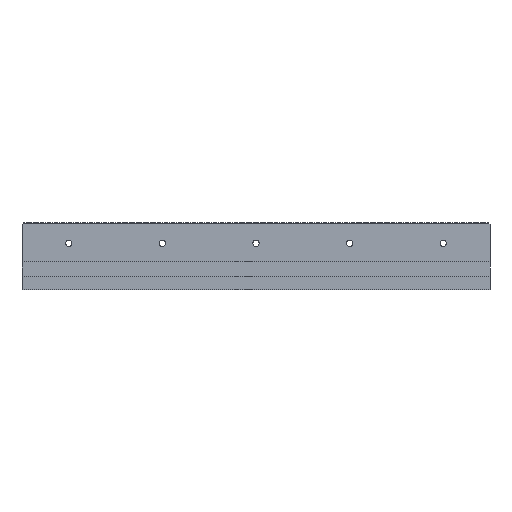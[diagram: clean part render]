
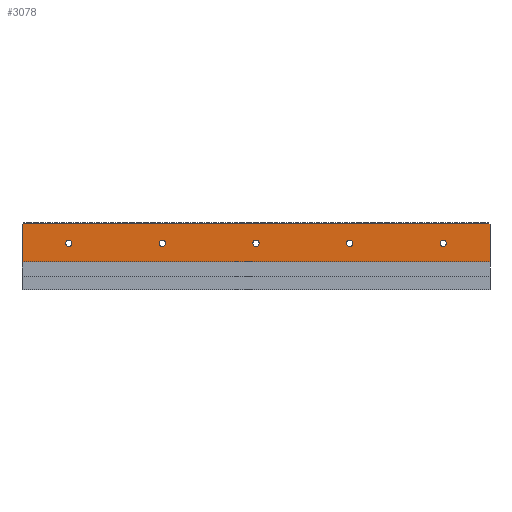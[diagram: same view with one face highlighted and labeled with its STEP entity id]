
A CAD part, left-side view. The second image highlights one B-rep face of the part: STEP entity #3078.
In plain terms, the highlighted planar face has unit normal (-1, 0, 0).
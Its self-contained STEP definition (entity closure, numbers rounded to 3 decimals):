
#3078 = ADVANCED_FACE( '', ( #6625, #6626, #6627, #6628, #6629, #6630 ), #6631, .F. );
#6625 = FACE_BOUND( '', #10594, .T. );
#6626 = FACE_BOUND( '', #10595, .T. );
#6627 = FACE_BOUND( '', #10596, .T. );
#6628 = FACE_BOUND( '', #10597, .T. );
#6629 = FACE_BOUND( '', #10598, .T. );
#6630 = FACE_OUTER_BOUND( '', #10599, .T. );
#6631 = PLANE( '', #10600 );
#10594 = EDGE_LOOP( '', ( #20714 ) );
#10595 = EDGE_LOOP( '', ( #20715 ) );
#10596 = EDGE_LOOP( '', ( #20716 ) );
#10597 = EDGE_LOOP( '', ( #20717 ) );
#10598 = EDGE_LOOP( '', ( #20718 ) );
#10599 = EDGE_LOOP( '', ( #20719, #20720, #20721, #20722, #20723, #20724 ) );
#10600 = AXIS2_PLACEMENT_3D( '', #20725, #20726, #20727 );
#20714 = ORIENTED_EDGE( '', *, *, #28880, .F. );
#20715 = ORIENTED_EDGE( '', *, *, #25389, .F. );
#20716 = ORIENTED_EDGE( '', *, *, #28729, .F. );
#20717 = ORIENTED_EDGE( '', *, *, #25381, .T. );
#20718 = ORIENTED_EDGE( '', *, *, #25505, .T. );
#20719 = ORIENTED_EDGE( '', *, *, #25030, .T. );
#20720 = ORIENTED_EDGE( '', *, *, #27123, .T. );
#20721 = ORIENTED_EDGE( '', *, *, #27225, .T. );
#20722 = ORIENTED_EDGE( '', *, *, #25677, .F. );
#20723 = ORIENTED_EDGE( '', *, *, #27343, .T. );
#20724 = ORIENTED_EDGE( '', *, *, #25743, .T. );
#20725 = CARTESIAN_POINT( '', ( -50., -250., 36. ) );
#20726 = DIRECTION( '', ( 1., 0., 0. ) );
#20727 = DIRECTION( '', ( 0., 0., -1. ) );
#25030 = EDGE_CURVE( '', #30472, #30470, #30473, .T. );
#25381 = EDGE_CURVE( '', #31085, #31085, #31086, .T. );
#25389 = EDGE_CURVE( '', #31099, #31099, #31100, .T. );
#25505 = EDGE_CURVE( '', #31299, #31299, #31300, .T. );
#25677 = EDGE_CURVE( '', #31592, #31594, #31595, .T. );
#25743 = EDGE_CURVE( '', #31703, #30472, #31704, .T. );
#27123 = EDGE_CURVE( '', #30470, #33978, #33980, .T. );
#27225 = EDGE_CURVE( '', #33978, #31594, #34140, .T. );
#27343 = EDGE_CURVE( '', #31592, #31703, #34316, .T. );
#28729 = EDGE_CURVE( '', #36240, #36240, #36241, .T. );
#28880 = EDGE_CURVE( '', #36421, #36421, #36422, .T. );
#30470 = VERTEX_POINT( '', #38447 );
#30472 = VERTEX_POINT( '', #38450 );
#30473 = LINE( '', #38451, #38452 );
#31085 = VERTEX_POINT( '', #39334 );
#31086 = CIRCLE( '', #39335, 3.4 );
#31099 = VERTEX_POINT( '', #39352 );
#31100 = CIRCLE( '', #39353, 3.4 );
#31299 = VERTEX_POINT( '', #39641 );
#31300 = CIRCLE( '', #39642, 3.4 );
#31592 = VERTEX_POINT( '', #40059 );
#31594 = VERTEX_POINT( '', #40062 );
#31595 = LINE( '', #40063, #40064 );
#31703 = VERTEX_POINT( '', #40224 );
#31704 = LINE( '', #40225, #40226 );
#33978 = VERTEX_POINT( '', #43629 );
#33980 = LINE( '', #43632, #43633 );
#34140 = LINE( '', #43867, #43868 );
#34316 = LINE( '', #44125, #44126 );
#36240 = VERTEX_POINT( '', #47137 );
#36241 = CIRCLE( '', #47138, 3.4 );
#36421 = VERTEX_POINT( '', #47395 );
#36422 = CIRCLE( '', #47396, 3.4 );
#38447 = CARTESIAN_POINT( '', ( -50., 250., 33.925 ) );
#38450 = CARTESIAN_POINT( '', ( -50., 248.925, 35. ) );
#38451 = CARTESIAN_POINT( '', ( -50., 247.925, 36. ) );
#38452 = VECTOR( '', #48883, 1000. );
#39334 = CARTESIAN_POINT( '', ( -50., 103.4, 13.5 ) );
#39335 = AXIS2_PLACEMENT_3D( '', #49175, #49176, #49177 );
#39352 = CARTESIAN_POINT( '', ( -50., 203.4, 13.5 ) );
#39353 = AXIS2_PLACEMENT_3D( '', #49185, #49186, #49187 );
#39641 = CARTESIAN_POINT( '', ( -50., -96.6, 13.5 ) );
#39642 = AXIS2_PLACEMENT_3D( '', #49280, #49281, #49282 );
#40059 = CARTESIAN_POINT( '', ( -50., -250., 33.925 ) );
#40062 = CARTESIAN_POINT( '', ( -50., -250., -6. ) );
#40063 = CARTESIAN_POINT( '', ( -50., -250., 36. ) );
#40064 = VECTOR( '', #49442, 1000. );
#40224 = CARTESIAN_POINT( '', ( -50., -248.925, 35. ) );
#40225 = CARTESIAN_POINT( '', ( -50., -250., 35. ) );
#40226 = VECTOR( '', #49495, 1000. );
#43629 = CARTESIAN_POINT( '', ( -50., 250., -6. ) );
#43632 = CARTESIAN_POINT( '', ( -50., 250., 36. ) );
#43633 = VECTOR( '', #50695, 1000. );
#43867 = CARTESIAN_POINT( '', ( -50., 250., -6. ) );
#43868 = VECTOR( '', #50776, 1000. );
#44125 = CARTESIAN_POINT( '', ( -50., -250., 33.925 ) );
#44126 = VECTOR( '', #50870, 1000. );
#47137 = CARTESIAN_POINT( '', ( -50., -196.6, 13.5 ) );
#47138 = AXIS2_PLACEMENT_3D( '', #51994, #51995, #51996 );
#47395 = CARTESIAN_POINT( '', ( -50., 3.4, 13.5 ) );
#47396 = AXIS2_PLACEMENT_3D( '', #52089, #52090, #52091 );
#48883 = DIRECTION( '', ( 0., 0.707, -0.707 ) );
#49175 = CARTESIAN_POINT( '', ( -50., 100., 13.5 ) );
#49176 = DIRECTION( '', ( 1., 0., 0. ) );
#49177 = DIRECTION( '', ( 0., 1., 0. ) );
#49185 = CARTESIAN_POINT( '', ( -50., 200., 13.5 ) );
#49186 = DIRECTION( '', ( -1., 0., 0. ) );
#49187 = DIRECTION( '', ( 0., 1., 0. ) );
#49280 = CARTESIAN_POINT( '', ( -50., -100., 13.5 ) );
#49281 = DIRECTION( '', ( 1., 0., 0. ) );
#49282 = DIRECTION( '', ( 0., 1., 0. ) );
#49442 = DIRECTION( '', ( 0., 0., -1. ) );
#49495 = DIRECTION( '', ( 0., 1., 0. ) );
#50695 = DIRECTION( '', ( 0., 0., -1. ) );
#50776 = DIRECTION( '', ( 0., -1., 0. ) );
#50870 = DIRECTION( '', ( 0., 0.707, 0.707 ) );
#51994 = CARTESIAN_POINT( '', ( -50., -200., 13.5 ) );
#51995 = DIRECTION( '', ( -1., 0., 0. ) );
#51996 = DIRECTION( '', ( 0., 1., 0. ) );
#52089 = CARTESIAN_POINT( '', ( -50., 0., 13.5 ) );
#52090 = DIRECTION( '', ( -1., 0., 0. ) );
#52091 = DIRECTION( '', ( 0., 1., 0. ) );
